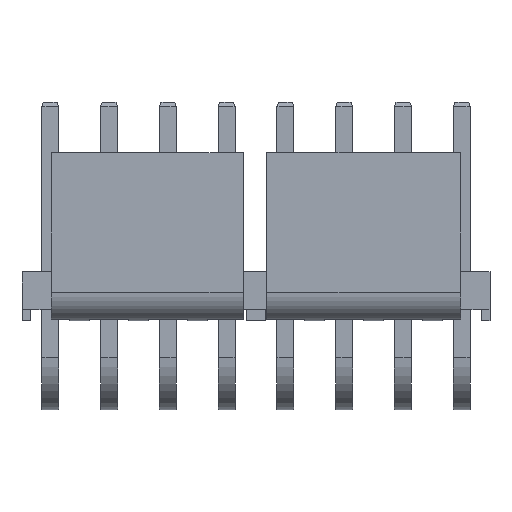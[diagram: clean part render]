
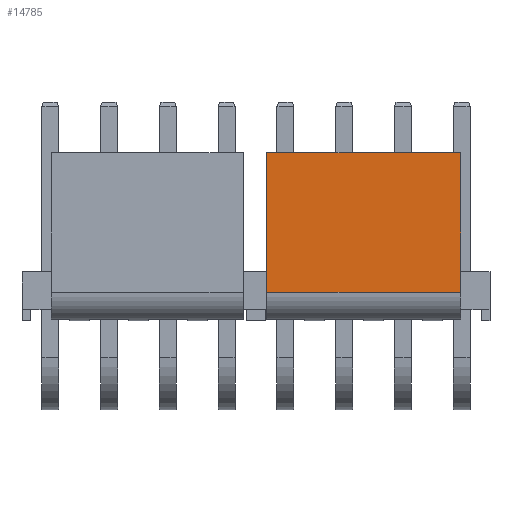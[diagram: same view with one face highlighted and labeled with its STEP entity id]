
A CAD part, top view. The second image highlights one B-rep face of the part: STEP entity #14785.
In plain terms, the highlighted planar face has unit normal (0, 0, 1).
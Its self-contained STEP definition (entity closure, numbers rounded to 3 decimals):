
#2206 = PLANE('',#2207);
#2207 = AXIS2_PLACEMENT_3D('',#2208,#2209,#2210);
#2208 = CARTESIAN_POINT('',(27.645,19.345,10.01));
#2209 = DIRECTION('',(-1.,0.,0.));
#2210 = DIRECTION('',(0.,-1.,0.));
#2596 = PLANE('',#2597);
#2597 = AXIS2_PLACEMENT_3D('',#2598,#2599,#2600);
#2598 = CARTESIAN_POINT('',(14.577,4.715,10.01));
#2599 = DIRECTION('',(1.,0.,0.));
#2600 = DIRECTION('',(0.,1.,0.));
#7644 = EDGE_CURVE('',#7645,#7647,#7649,.T.);
#7645 = VERTEX_POINT('',#7646);
#7646 = CARTESIAN_POINT('',(14.577,7.32,10.01));
#7647 = VERTEX_POINT('',#7648);
#7648 = CARTESIAN_POINT('',(14.577,16.74,10.01));
#7649 = SURFACE_CURVE('',#7650,(#7654,#7661),.PCURVE_S1.);
#7650 = LINE('',#7651,#7652);
#7651 = CARTESIAN_POINT('',(14.577,4.715,10.01));
#7652 = VECTOR('',#7653,1.);
#7653 = DIRECTION('',(0.,1.,0.));
#7654 = PCURVE('',#2596,#7655);
#7655 = DEFINITIONAL_REPRESENTATION('',(#7656),#7660);
#7656 = LINE('',#7657,#7658);
#7657 = CARTESIAN_POINT('',(0.,0.));
#7658 = VECTOR('',#7659,1.);
#7659 = DIRECTION('',(1.,0.));
#7660 = ( GEOMETRIC_REPRESENTATION_CONTEXT(2)
PARAMETRIC_REPRESENTATION_CONTEXT() REPRESENTATION_CONTEXT('2D SPACE',''
) );
#7661 = PCURVE('',#7662,#7667);
#7662 = PLANE('',#7663);
#7663 = AXIS2_PLACEMENT_3D('',#7664,#7665,#7666);
#7664 = CARTESIAN_POINT('',(29.625,16.74,10.01));
#7665 = DIRECTION('',(0.,0.,1.));
#7666 = DIRECTION('',(0.,-1.,0.));
#7667 = DEFINITIONAL_REPRESENTATION('',(#7668),#7672);
#7668 = LINE('',#7669,#7670);
#7669 = CARTESIAN_POINT('',(12.025,-15.048));
#7670 = VECTOR('',#7671,1.);
#7671 = DIRECTION('',(-1.,0.));
#7672 = ( GEOMETRIC_REPRESENTATION_CONTEXT(2)
PARAMETRIC_REPRESENTATION_CONTEXT() REPRESENTATION_CONTEXT('2D SPACE',''
) );
#7691 = CYLINDRICAL_SURFACE('',#7692,1.948);
#7692 = AXIS2_PLACEMENT_3D('',#7693,#7694,#7695);
#7693 = CARTESIAN_POINT('',(29.625,7.357,8.063));
#7694 = DIRECTION('',(1.,0.,0.));
#7695 = DIRECTION('',(0.,-0.019,
1.));
#7923 = PLANE('',#7924);
#7924 = AXIS2_PLACEMENT_3D('',#7925,#7926,#7927);
#7925 = CARTESIAN_POINT('',(29.625,16.74,9.24));
#7926 = DIRECTION('',(0.,1.,0.));
#7927 = DIRECTION('',(0.,0.,1.));
#8477 = EDGE_CURVE('',#8478,#8480,#8482,.T.);
#8478 = VERTEX_POINT('',#8479);
#8479 = CARTESIAN_POINT('',(27.645,16.74,10.01));
#8480 = VERTEX_POINT('',#8481);
#8481 = CARTESIAN_POINT('',(27.645,7.32,10.01));
#8482 = SURFACE_CURVE('',#8483,(#8487,#8494),.PCURVE_S1.);
#8483 = LINE('',#8484,#8485);
#8484 = CARTESIAN_POINT('',(27.645,19.345,10.01));
#8485 = VECTOR('',#8486,1.);
#8486 = DIRECTION('',(0.,-1.,0.));
#8487 = PCURVE('',#2206,#8488);
#8488 = DEFINITIONAL_REPRESENTATION('',(#8489),#8493);
#8489 = LINE('',#8490,#8491);
#8490 = CARTESIAN_POINT('',(0.,0.));
#8491 = VECTOR('',#8492,1.);
#8492 = DIRECTION('',(1.,0.));
#8493 = ( GEOMETRIC_REPRESENTATION_CONTEXT(2)
PARAMETRIC_REPRESENTATION_CONTEXT() REPRESENTATION_CONTEXT('2D SPACE',''
) );
#8494 = PCURVE('',#7662,#8495);
#8495 = DEFINITIONAL_REPRESENTATION('',(#8496),#8500);
#8496 = LINE('',#8497,#8498);
#8497 = CARTESIAN_POINT('',(-2.605,-1.98));
#8498 = VECTOR('',#8499,1.);
#8499 = DIRECTION('',(1.,0.));
#8500 = ( GEOMETRIC_REPRESENTATION_CONTEXT(2)
PARAMETRIC_REPRESENTATION_CONTEXT() REPRESENTATION_CONTEXT('2D SPACE',''
) );
#14785 = ADVANCED_FACE('',(#14786),#7662,.T.);
#14786 = FACE_BOUND('',#14787,.T.);
#14787 = EDGE_LOOP('',(#14788,#14789,#14810,#14811));
#14788 = ORIENTED_EDGE('',*,*,#8477,.F.);
#14789 = ORIENTED_EDGE('',*,*,#14790,.T.);
#14790 = EDGE_CURVE('',#8478,#7647,#14791,.T.);
#14791 = SURFACE_CURVE('',#14792,(#14796,#14803),.PCURVE_S1.);
#14792 = LINE('',#14793,#14794);
#14793 = CARTESIAN_POINT('',(29.625,16.74,10.01));
#14794 = VECTOR('',#14795,1.);
#14795 = DIRECTION('',(-1.,0.,0.));
#14796 = PCURVE('',#7662,#14797);
#14797 = DEFINITIONAL_REPRESENTATION('',(#14798),#14802);
#14798 = LINE('',#14799,#14800);
#14799 = CARTESIAN_POINT('',(0.,0.));
#14800 = VECTOR('',#14801,1.);
#14801 = DIRECTION('',(0.,-1.));
#14802 = ( GEOMETRIC_REPRESENTATION_CONTEXT(2)
PARAMETRIC_REPRESENTATION_CONTEXT() REPRESENTATION_CONTEXT('2D SPACE',''
) );
#14803 = PCURVE('',#7923,#14804);
#14804 = DEFINITIONAL_REPRESENTATION('',(#14805),#14809);
#14805 = LINE('',#14806,#14807);
#14806 = CARTESIAN_POINT('',(0.77,0.));
#14807 = VECTOR('',#14808,1.);
#14808 = DIRECTION('',(0.,-1.));
#14809 = ( GEOMETRIC_REPRESENTATION_CONTEXT(2)
PARAMETRIC_REPRESENTATION_CONTEXT() REPRESENTATION_CONTEXT('2D SPACE',''
) );
#14810 = ORIENTED_EDGE('',*,*,#7644,.F.);
#14811 = ORIENTED_EDGE('',*,*,#14812,.F.);
#14812 = EDGE_CURVE('',#8480,#7645,#14813,.T.);
#14813 = SURFACE_CURVE('',#14814,(#14818,#14825),.PCURVE_S1.);
#14814 = LINE('',#14815,#14816);
#14815 = CARTESIAN_POINT('',(29.625,7.32,10.01));
#14816 = VECTOR('',#14817,1.);
#14817 = DIRECTION('',(-1.,0.,0.));
#14818 = PCURVE('',#7662,#14819);
#14819 = DEFINITIONAL_REPRESENTATION('',(#14820),#14824);
#14820 = LINE('',#14821,#14822);
#14821 = CARTESIAN_POINT('',(9.42,0.));
#14822 = VECTOR('',#14823,1.);
#14823 = DIRECTION('',(0.,-1.));
#14824 = ( GEOMETRIC_REPRESENTATION_CONTEXT(2)
PARAMETRIC_REPRESENTATION_CONTEXT() REPRESENTATION_CONTEXT('2D SPACE',''
) );
#14825 = PCURVE('',#7691,#14826);
#14826 = DEFINITIONAL_REPRESENTATION('',(#14827),#14831);
#14827 = LINE('',#14828,#14829);
#14828 = CARTESIAN_POINT('',(0.,0.));
#14829 = VECTOR('',#14830,1.);
#14830 = DIRECTION('',(0.,-1.));
#14831 = ( GEOMETRIC_REPRESENTATION_CONTEXT(2)
PARAMETRIC_REPRESENTATION_CONTEXT() REPRESENTATION_CONTEXT('2D SPACE',''
) );
